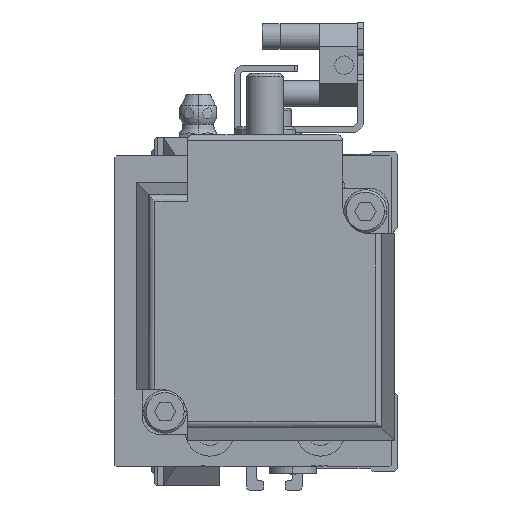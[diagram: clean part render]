
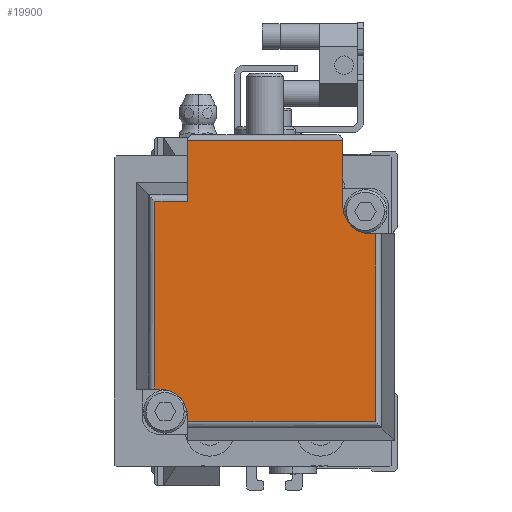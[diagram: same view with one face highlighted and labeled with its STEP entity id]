
A CAD part, left-side view. The second image highlights one B-rep face of the part: STEP entity #19900.
In plain terms, the highlighted face is planar.
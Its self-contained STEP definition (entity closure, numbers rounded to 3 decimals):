
#400 = CARTESIAN_POINT ( 'NONE',  ( 17.929, 82.4, 12.6 ) ) ;
#451 = CARTESIAN_POINT ( 'NONE',  ( 25., 82.4, -17.929 ) ) ;
#469 = CARTESIAN_POINT ( 'NONE',  ( -12.6, 82.4, -17.1 ) ) ;
#602 = CARTESIAN_POINT ( 'NONE',  ( 27.7, 82.4, -12.6 ) ) ;
#701 = EDGE_CURVE ( 'NONE', #10212, #1725, #14144, .T. ) ;
#1043 = ORIENTED_EDGE ( 'NONE', *, *, #32268, .T. ) ;
#1645 = CARTESIAN_POINT ( 'NONE',  ( 17.929, 82.4, -12.6 ) ) ;
#1725 = VERTEX_POINT ( 'NONE', #26858 ) ;
#2624 = EDGE_CURVE ( 'NONE', #40745, #1725, #3434, .T. ) ;
#2828 = AXIS2_PLACEMENT_3D ( 'NONE', #36832, #30495, #10832 ) ;
#3143 = DIRECTION ( 'NONE',  ( -1., 0., 0. ) ) ;
#3175 = ORIENTED_EDGE ( 'NONE', *, *, #40333, .T. ) ;
#3434 = LINE ( 'NONE', #35963, #26152 ) ;
#3481 = EDGE_CURVE ( 'NONE', #29494, #26821, #26363, .T. ) ;
#3880 = FACE_OUTER_BOUND ( 'NONE', #29546, .T. ) ;
#3956 = VECTOR ( 'NONE', #3143, 1000. ) ;
#4401 = ORIENTED_EDGE ( 'NONE', *, *, #32920, .T. ) ;
#4480 = LINE ( 'NONE', #10805, #16041 ) ;
#5371 = VECTOR ( 'NONE', #8408, 1000. ) ;
#6304 = LINE ( 'NONE', #19195, #3956 ) ;
#8347 = DIRECTION ( 'NONE',  ( 0., 0., -1. ) ) ;
#8408 = DIRECTION ( 'NONE',  ( -1., 0., 0. ) ) ;
#8548 = EDGE_CURVE ( 'NONE', #20640, #23084, #32361, .T. ) ;
#8836 = VECTOR ( 'NONE', #17998, 1000. ) ;
#8921 = CARTESIAN_POINT ( 'NONE',  ( -12.6, 82.4, 25. ) ) ;
#9261 = LINE ( 'NONE', #400, #34883 ) ;
#10212 = VERTEX_POINT ( 'NONE', #20243 ) ;
#10244 = VERTEX_POINT ( 'NONE', #602 ) ;
#10805 = CARTESIAN_POINT ( 'NONE',  ( -17.929, 82.4, 25. ) ) ;
#10832 = DIRECTION ( 'NONE',  ( 0., 0., -1. ) ) ;
#11274 = CARTESIAN_POINT ( 'NONE',  ( 12.6, 82.4, 17.929 ) ) ;
#11325 = DIRECTION ( 'NONE',  ( 0., 0., -1. ) ) ;
#11524 = LINE ( 'NONE', #37310, #27552 ) ;
#11784 = LINE ( 'NONE', #41184, #5371 ) ;
#12615 = DIRECTION ( 'NONE',  ( 0., 0., -1. ) ) ;
#12824 = CARTESIAN_POINT ( 'NONE',  ( 17.1, 82.4, 17.1 ) ) ;
#13457 = AXIS2_PLACEMENT_3D ( 'NONE', #12824, #38825, #15996 ) ;
#14144 = CIRCLE ( 'NONE', #13457, 4.5 ) ;
#14278 = DIRECTION ( 'NONE',  ( -1., 0., 0. ) ) ;
#14701 = CARTESIAN_POINT ( 'NONE',  ( 27.7, 82.4, 12.6 ) ) ;
#14733 = EDGE_CURVE ( 'NONE', #30705, #26821, #4480, .T. ) ;
#15375 = EDGE_CURVE ( 'NONE', #40745, #30705, #6304, .T. ) ;
#15812 = VECTOR ( 'NONE', #11325, 1000. ) ;
#15904 = VERTEX_POINT ( 'NONE', #30680 ) ;
#15969 = CARTESIAN_POINT ( 'NONE',  ( -12.6, 82.4, -17.929 ) ) ;
#15996 = DIRECTION ( 'NONE',  ( 0., 0., -1. ) ) ;
#16041 = VECTOR ( 'NONE', #19914, 1000. ) ;
#16623 = VERTEX_POINT ( 'NONE', #1645 ) ;
#17998 = DIRECTION ( 'NONE',  ( 0., 0., 1. ) ) ;
#18109 = ORIENTED_EDGE ( 'NONE', *, *, #2624, .T. ) ;
#18425 = LINE ( 'NONE', #8921, #8836 ) ;
#18852 = EDGE_CURVE ( 'NONE', #23084, #35156, #18425, .T. ) ;
#19195 = CARTESIAN_POINT ( 'NONE',  ( 25., 82.4, 17.929 ) ) ;
#19880 = DIRECTION ( 'NONE',  ( -1., 0., 0. ) ) ;
#19891 = ORIENTED_EDGE ( 'NONE', *, *, #18852, .T. ) ;
#19900 = ADVANCED_FACE ( 'NONE', ( #3880 ), #33235, .F. ) ;
#19914 = DIRECTION ( 'NONE',  ( 0., 0., -1. ) ) ;
#20101 = DIRECTION ( 'NONE',  ( 0., 0., -1. ) ) ;
#20158 = CARTESIAN_POINT ( 'NONE',  ( -17.1, 82.4, -17.1 ) ) ;
#20243 = CARTESIAN_POINT ( 'NONE',  ( 17.1, 82.4, 12.6 ) ) ;
#20640 = VERTEX_POINT ( 'NONE', #34366 ) ;
#21315 = ORIENTED_EDGE ( 'NONE', *, *, #38299, .F. ) ;
#23084 = VERTEX_POINT ( 'NONE', #15969 ) ;
#23293 = CARTESIAN_POINT ( 'NONE',  ( -17.929, 82.4, -12.6 ) ) ;
#24482 = ORIENTED_EDGE ( 'NONE', *, *, #701, .F. ) ;
#25550 = CARTESIAN_POINT ( 'NONE',  ( -17.1, 82.4, -12.6 ) ) ;
#25738 = DIRECTION ( 'NONE',  ( 0., 1., 0. ) ) ;
#26152 = VECTOR ( 'NONE', #20101, 1000. ) ;
#26363 = LINE ( 'NONE', #39247, #35619 ) ;
#26821 = VERTEX_POINT ( 'NONE', #23293 ) ;
#26858 = CARTESIAN_POINT ( 'NONE',  ( 12.6, 82.4, 17.1 ) ) ;
#27552 = VECTOR ( 'NONE', #8347, 1000. ) ;
#28539 = ORIENTED_EDGE ( 'NONE', *, *, #3481, .T. ) ;
#29494 = VERTEX_POINT ( 'NONE', #25550 ) ;
#29546 = EDGE_LOOP ( 'NONE', ( #24482, #41534, #3175, #4401, #1043, #34388, #19891, #21315, #28539, #33131, #33691, #18109 ) ) ;
#29993 = EDGE_CURVE ( 'NONE', #10212, #15904, #9261, .T. ) ;
#30495 = DIRECTION ( 'NONE',  ( 0., -1., 0. ) ) ;
#30680 = CARTESIAN_POINT ( 'NONE',  ( 27.7, 82.4, 12.6 ) ) ;
#30705 = VERTEX_POINT ( 'NONE', #38652 ) ;
#30783 = LINE ( 'NONE', #14701, #15812 ) ;
#32268 = EDGE_CURVE ( 'NONE', #16623, #20640, #11524, .T. ) ;
#32361 = LINE ( 'NONE', #451, #38610 ) ;
#32920 = EDGE_CURVE ( 'NONE', #10244, #16623, #11784, .T. ) ;
#33131 = ORIENTED_EDGE ( 'NONE', *, *, #14733, .F. ) ;
#33235 = PLANE ( 'NONE',  #2828 ) ;
#33293 = CIRCLE ( 'NONE', #38708, 4.5 ) ;
#33691 = ORIENTED_EDGE ( 'NONE', *, *, #15375, .F. ) ;
#34366 = CARTESIAN_POINT ( 'NONE',  ( 17.929, 82.4, -17.929 ) ) ;
#34388 = ORIENTED_EDGE ( 'NONE', *, *, #8548, .T. ) ;
#34883 = VECTOR ( 'NONE', #39049, 1000. ) ;
#35156 = VERTEX_POINT ( 'NONE', #469 ) ;
#35619 = VECTOR ( 'NONE', #14278, 1000. ) ;
#35963 = CARTESIAN_POINT ( 'NONE',  ( 12.6, 82.4, 25. ) ) ;
#36832 = CARTESIAN_POINT ( 'NONE',  ( 17.929, 82.4, 25. ) ) ;
#37310 = CARTESIAN_POINT ( 'NONE',  ( 17.929, 82.4, 25. ) ) ;
#38299 = EDGE_CURVE ( 'NONE', #29494, #35156, #33293, .T. ) ;
#38610 = VECTOR ( 'NONE', #19880, 1000. ) ;
#38652 = CARTESIAN_POINT ( 'NONE',  ( -17.929, 82.4, 17.929 ) ) ;
#38708 = AXIS2_PLACEMENT_3D ( 'NONE', #20158, #25738, #12615 ) ;
#38825 = DIRECTION ( 'NONE',  ( 0., 1., 0. ) ) ;
#39049 = DIRECTION ( 'NONE',  ( 1., 0., 0. ) ) ;
#39247 = CARTESIAN_POINT ( 'NONE',  ( 17.929, 82.4, -12.6 ) ) ;
#40333 = EDGE_CURVE ( 'NONE', #15904, #10244, #30783, .T. ) ;
#40745 = VERTEX_POINT ( 'NONE', #11274 ) ;
#41184 = CARTESIAN_POINT ( 'NONE',  ( 27.7, 82.4, -12.6 ) ) ;
#41534 = ORIENTED_EDGE ( 'NONE', *, *, #29993, .T. ) ;
